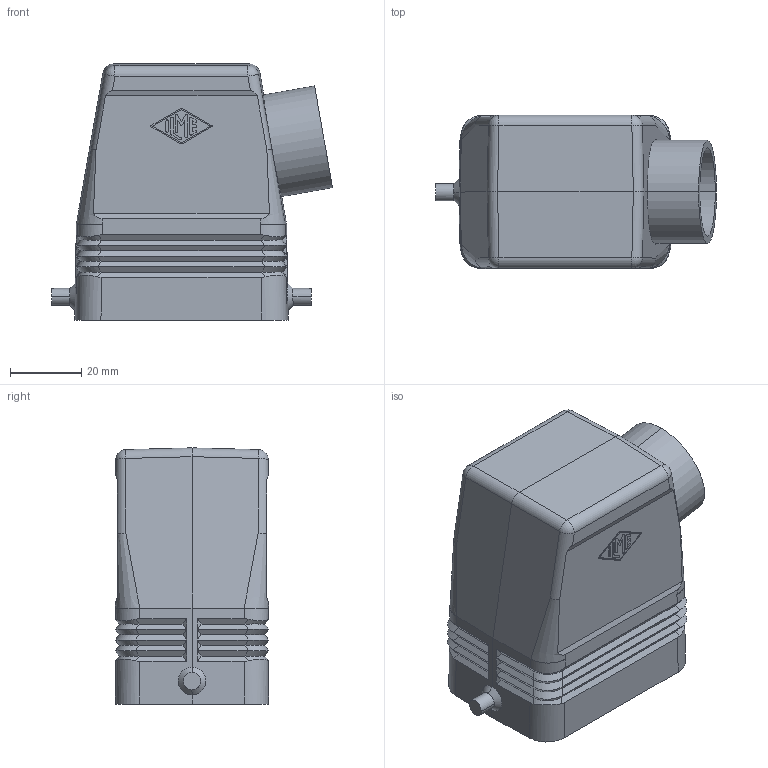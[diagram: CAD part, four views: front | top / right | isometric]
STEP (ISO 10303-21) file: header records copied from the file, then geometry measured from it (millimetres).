
FILE_DESCRIPTION(('CoCreate Modeling STEP Export'),'2;1');
FILE_NAME('MAO 06 L25.stp','2008-11-20T10:22:58',(''),(''),'CoCreate Modeling STEP processor for AP214 (Solid Model)','CoCreate Modeling 16.00A 16-Aug-2008 (C) Parametric Technology GmbH','');
FILE_SCHEMA(('AUTOMOTIVE_DESIGN { 1 0 10303 214 1 1 1 1 }'));
Length unit declared in the file: millimetre
Products named in the file (2): MAO_06_L25
Assembly tree (1 placements, depth 2):
  MAO_06_L25
    MAO_06_L25
Bounding box: 78.95 x 43 x 72 mm (x, y, z)
Volume: 59157.1 mm3; surface area: 30851.9 mm2
Topology: 1 solids, 1 shells, 316 faces, 837 edges, 532 vertices
Faces by surface type: plane 168, cylinder 105, cone 28, bspline 6, extrusion 5, sphere 4
Entity records: 16505 total; most frequent: CARTESIAN_POINT 6939, ORIENTED_EDGE 1666, DIRECTION 1428, EDGE_CURVE 833, VERTEX_POINT 532, VECTOR 482, LINE 477, AXIS2_PLACEMENT_3D 473
